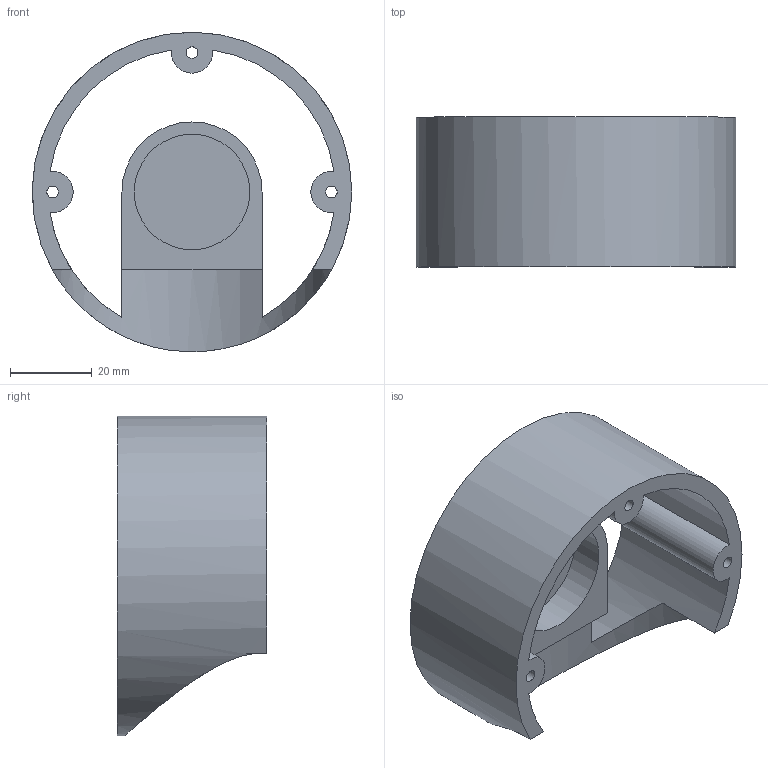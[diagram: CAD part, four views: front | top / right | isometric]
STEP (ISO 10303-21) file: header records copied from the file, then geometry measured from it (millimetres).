
FILE_DESCRIPTION(/* description */ (''),/* implementation_level */ '2;1');
FILE_NAME(/* name */ 'ELBOW (2) V1.step',/* time_stamp */ '2024-08-09T22:40:55-04:00',/* author */ (''),/* organization */ (''),/* preprocessor_version */ 'ST-DEVELOPER v20',/* originating_system */ 'Autodesk Translation Framework v13.14.0.145',/* authorisation */ '');
FILE_SCHEMA (('AUTOMOTIVE_DESIGN { 1 0 10303 214 3 1 1 }'));
Length unit declared in the file: millimetre
Products named in the file (2): SHOULDER V2; ELBOW
Assembly tree (1 placements, depth 2):
  SHOULDER V2
    ELBOW
Bounding box: 78 x 36.58 x 78 mm (x, y, z)
Volume: 39832.7 mm3; surface area: 22464.7 mm2
Topology: 1 solids, 1 shells, 27 faces, 69 edges, 46 vertices
Faces by surface type: cylinder 16, plane 11
Full cylindrical faces by diameter (mm): 2.85 x3, 5 x2, 28.2 x1, 78 x1
Entity records: 957 total; most frequent: CARTESIAN_POINT 192, DIRECTION 160, ORIENTED_EDGE 138, EDGE_CURVE 69, AXIS2_PLACEMENT_3D 64, VERTEX_POINT 46, EDGE_LOOP 37, CIRCLE 34
